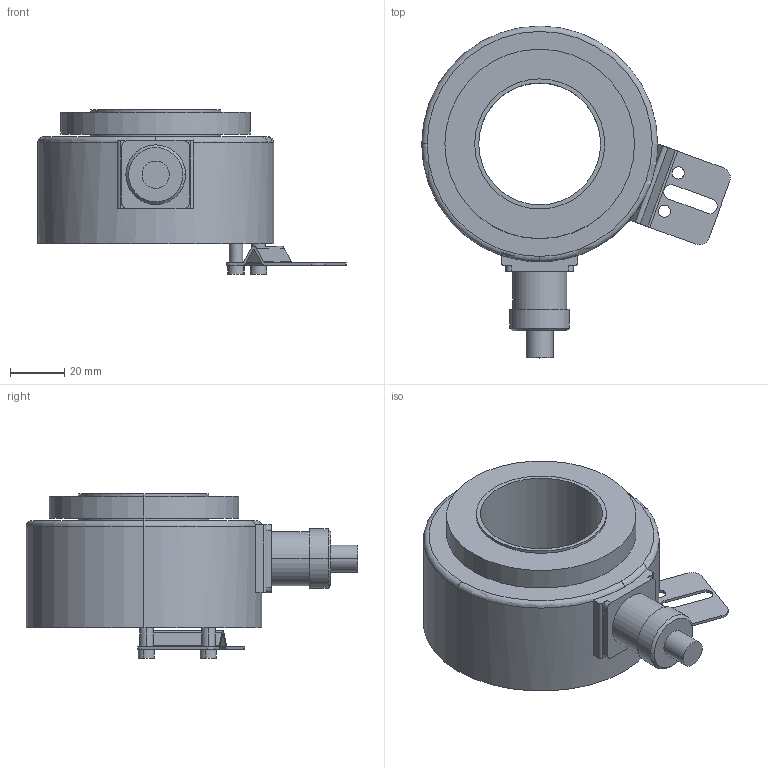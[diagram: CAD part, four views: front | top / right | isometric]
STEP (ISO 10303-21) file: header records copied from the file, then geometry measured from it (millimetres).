
FILE_DESCRIPTION((''),'2;1');
FILE_NAME('DM_CAD-0538_A','2014-01-14T',('creinig-se'),(''),'PRO/ENGINEER BY PARAMETRIC TECHNOLOGY CORPORATION, 2013050','PRO/ENGINEER BY PARAMETRIC TECHNOLOGY CORPORATION, 2013050','');
FILE_SCHEMA(('CONFIG_CONTROL_DESIGN'));
Length unit declared in the file: millimetre
Products named in the file (1): DM_CAD-0538_A
Bounding box: 113.91 x 122.55 x 60.8 mm (x, y, z)
Volume: 203054.9 mm3; surface area: 38129.6 mm2
Topology: 1 solids, 3 shells, 105 faces, 272 edges, 185 vertices
Faces by surface type: cylinder 58, plane 43, cone 2, torus 2
Entity records: 4176 total; most frequent: DIRECTION 624, CARTESIAN_POINT 571, ORIENTED_EDGE 544, EDGE_CURVE 272, AXIS2_PLACEMENT_3D 249, VERTEX_POINT 185, CIRCLE 144, EDGE_LOOP 127
